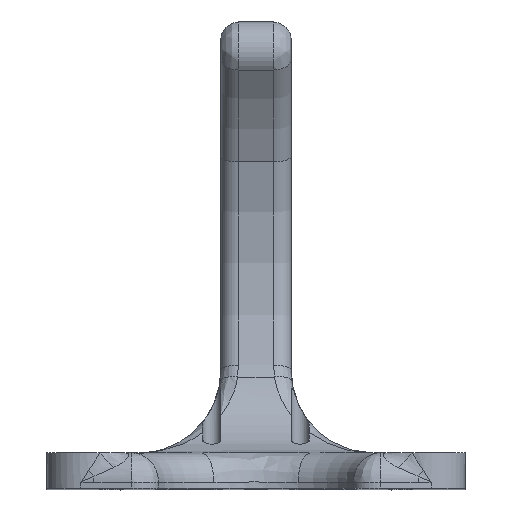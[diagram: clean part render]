
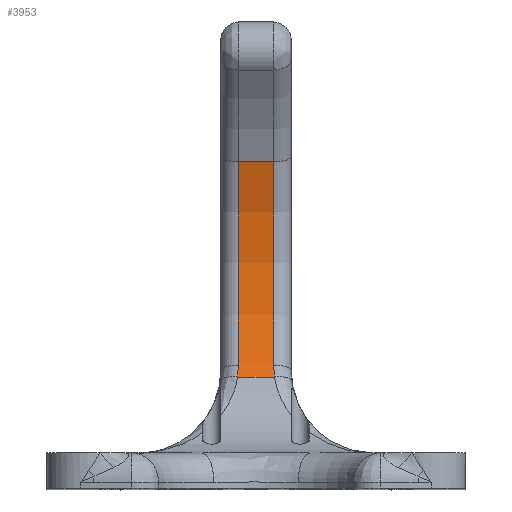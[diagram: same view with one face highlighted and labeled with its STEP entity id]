
A CAD part, top view. The second image highlights one B-rep face of the part: STEP entity #3953.
In plain terms, the highlighted cylindrical face has radius 27.03 mm (diameter 54.061 mm), a partial arc.
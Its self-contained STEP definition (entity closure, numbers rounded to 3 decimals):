
#326=CIRCLE('',#4311,27.03);
#327=CIRCLE('',#4314,27.03);
#559=LINE('',#8292,#836);
#560=LINE('',#8303,#837);
#836=VECTOR('',#5181,10.);
#837=VECTOR('',#5184,10.);
#946=CYLINDRICAL_SURFACE('',#4313,27.03);
#1111=FACE_OUTER_BOUND('',#1344,.T.);
#1344=EDGE_LOOP('',(#3391,#3392,#3393,#3394,#3395,#3396));
#1527=B_SPLINE_CURVE_WITH_KNOTS('',3,(#8287,#8288,#8289,#8290),
 .UNSPECIFIED.,.F.,.F.,(4,4),(0.,0.114),.UNSPECIFIED.);
#1529=B_SPLINE_CURVE_WITH_KNOTS('',3,(#8306,#8307,#8308,#8309),
 .UNSPECIFIED.,.F.,.F.,(4,4),(0.,0.114),.UNSPECIFIED.);
#1895=VERTEX_POINT('',#8060);
#1899=VERTEX_POINT('',#8171);
#1904=VERTEX_POINT('',#8256);
#1905=VERTEX_POINT('',#8260);
#1906=VERTEX_POINT('',#8302);
#1907=VERTEX_POINT('',#8304);
#2446=EDGE_CURVE('',#1904,#1905,#326,.T.);
#2448=EDGE_CURVE('',#1905,#1899,#1527,.T.);
#2449=EDGE_CURVE('',#1899,#1895,#559,.T.);
#2451=EDGE_CURVE('',#1906,#1904,#560,.T.);
#2452=EDGE_CURVE('',#1907,#1906,#327,.T.);
#2453=EDGE_CURVE('',#1895,#1907,#1529,.T.);
#3391=ORIENTED_EDGE('',*,*,#2448,.F.);
#3392=ORIENTED_EDGE('',*,*,#2446,.F.);
#3393=ORIENTED_EDGE('',*,*,#2451,.F.);
#3394=ORIENTED_EDGE('',*,*,#2452,.F.);
#3395=ORIENTED_EDGE('',*,*,#2453,.F.);
#3396=ORIENTED_EDGE('',*,*,#2449,.F.);
#3953=ADVANCED_FACE('',(#1111),#946,.F.);
#4311=AXIS2_PLACEMENT_3D('',#8262,#5177,#5178);
#4313=AXIS2_PLACEMENT_3D('',#8301,#5182,#5183);
#4314=AXIS2_PLACEMENT_3D('',#8305,#5185,#5186);
#5177=DIRECTION('center_axis',(-1.,0.,0.));
#5178=DIRECTION('ref_axis',(0.,-0.006,-1.));
#5181=DIRECTION('',(-1.,0.,0.));
#5182=DIRECTION('center_axis',(1.,0.,0.));
#5183=DIRECTION('ref_axis',(0.,-0.593,-0.805));
#5184=DIRECTION('',(1.,0.,0.));
#5185=DIRECTION('center_axis',(1.,0.,0.));
#5186=DIRECTION('ref_axis',(0.,-0.006,-1.));
#8060=CARTESIAN_POINT('',(-1.568,45.461,17.817));
#8171=CARTESIAN_POINT('',(1.568,45.461,17.817));
#8256=CARTESIAN_POINT('',(1.5,63.733,17.508));
#8260=CARTESIAN_POINT('',(1.5,46.475,17.456));
#8262=CARTESIAN_POINT('Origin',(1.5,55.027,43.097));
#8287=CARTESIAN_POINT('Ctrl Pts',(1.5,46.475,17.456));
#8288=CARTESIAN_POINT('Ctrl Pts',(1.5,46.134,17.57));
#8289=CARTESIAN_POINT('Ctrl Pts',(1.523,45.795,17.69));
#8290=CARTESIAN_POINT('Ctrl Pts',(1.568,45.461,17.817));
#8292=CARTESIAN_POINT('',(0.,45.461,17.817));
#8301=CARTESIAN_POINT('Origin',(0.,55.027,43.097));
#8302=CARTESIAN_POINT('',(-1.5,63.733,17.508));
#8303=CARTESIAN_POINT('',(0.,63.733,17.508));
#8304=CARTESIAN_POINT('',(-1.5,46.475,17.456));
#8305=CARTESIAN_POINT('Origin',(-1.5,55.027,43.097));
#8306=CARTESIAN_POINT('Ctrl Pts',(-1.568,45.461,17.817));
#8307=CARTESIAN_POINT('Ctrl Pts',(-1.523,45.795,17.69));
#8308=CARTESIAN_POINT('Ctrl Pts',(-1.5,46.134,17.57));
#8309=CARTESIAN_POINT('Ctrl Pts',(-1.5,46.475,17.456));
